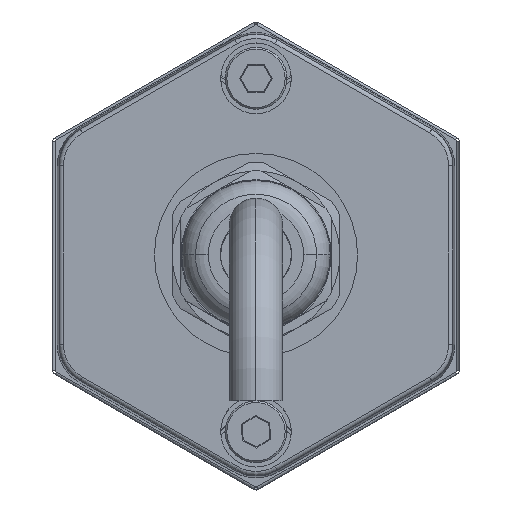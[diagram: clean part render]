
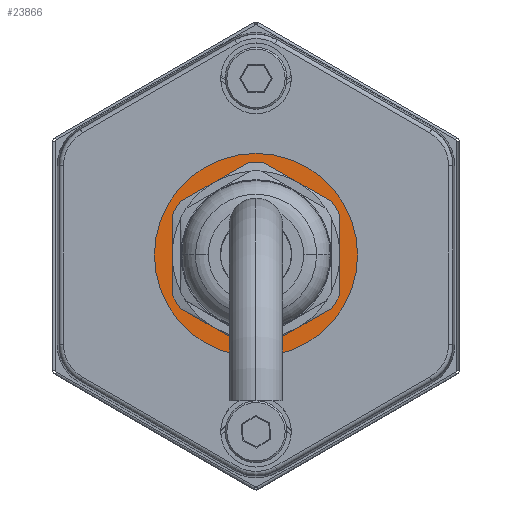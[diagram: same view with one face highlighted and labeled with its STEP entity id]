
A CAD part, top view. The second image highlights one B-rep face of the part: STEP entity #23866.
In plain terms, the highlighted planar face has unit normal (0, 0, 1).
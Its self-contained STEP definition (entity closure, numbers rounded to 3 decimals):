
#192 = ORIENTED_EDGE ( 'NONE', *, *, #28265, .T. ) ;
#318 = CIRCLE ( 'NONE', #5387, 7.85 ) ;
#374 = DIRECTION ( 'NONE',  ( 1., 0., 0. ) ) ;
#406 = ORIENTED_EDGE ( 'NONE', *, *, #29524, .T. ) ;
#1018 = CARTESIAN_POINT ( 'NONE',  ( -7.85, 0., 59.3 ) ) ;
#1499 = CARTESIAN_POINT ( 'NONE',  ( 7.85, 0., 59.3 ) ) ;
#2848 = VERTEX_POINT ( 'NONE', #1018 ) ;
#4518 = CARTESIAN_POINT ( 'NONE',  ( -11.5, 0., 59.3 ) ) ;
#5387 = AXIS2_PLACEMENT_3D ( 'NONE', #17180, #38438, #20250 ) ;
#5725 = AXIS2_PLACEMENT_3D ( 'NONE', #11851, #33176, #14947 ) ;
#7445 = EDGE_CURVE ( 'NONE', #21703, #2848, #8099, .T. ) ;
#8099 = CIRCLE ( 'NONE', #20933, 7.85 ) ;
#9506 = EDGE_LOOP ( 'NONE', ( #27607, #192 ) ) ;
#11851 = CARTESIAN_POINT ( 'NONE',  ( 0., 0., 59.3 ) ) ;
#12297 = CARTESIAN_POINT ( 'NONE',  ( 0., 0., 59.3 ) ) ;
#13394 = CIRCLE ( 'NONE', #14661, 11.5 ) ;
#14661 = AXIS2_PLACEMENT_3D ( 'NONE', #12297, #33603, #15385 ) ;
#14947 = DIRECTION ( 'NONE',  ( 1., 0., 0. ) ) ;
#15291 = CIRCLE ( 'NONE', #16055, 11.5 ) ;
#15297 = CARTESIAN_POINT ( 'NONE',  ( 0., 0., 59.3 ) ) ;
#15385 = DIRECTION ( 'NONE',  ( 1., 0., 0. ) ) ;
#16055 = AXIS2_PLACEMENT_3D ( 'NONE', #15297, #36564, #18401 ) ;
#17180 = CARTESIAN_POINT ( 'NONE',  ( 0., 0., 59.3 ) ) ;
#18401 = DIRECTION ( 'NONE',  ( 1., 0., 0. ) ) ;
#18406 = EDGE_CURVE ( 'NONE', #22115, #23619, #13394, .T. ) ;
#18661 = DIRECTION ( 'NONE',  ( 0., 0., -1. ) ) ;
#20250 = DIRECTION ( 'NONE',  ( 1., 0., 0. ) ) ;
#20933 = AXIS2_PLACEMENT_3D ( 'NONE', #36878, #18661, #374 ) ;
#21535 = ORIENTED_EDGE ( 'NONE', *, *, #7445, .T. ) ;
#21703 = VERTEX_POINT ( 'NONE', #1499 ) ;
#22115 = VERTEX_POINT ( 'NONE', #33567 ) ;
#23619 = VERTEX_POINT ( 'NONE', #4518 ) ;
#23854 = FACE_BOUND ( 'NONE', #38015, .T. ) ;
#23866 = ADVANCED_FACE ( 'NONE', ( #23854, #24835 ), #36077, .T. ) ;
#24835 = FACE_OUTER_BOUND ( 'NONE', #9506, .T. ) ;
#27607 = ORIENTED_EDGE ( 'NONE', *, *, #18406, .T. ) ;
#28265 = EDGE_CURVE ( 'NONE', #23619, #22115, #15291, .T. ) ;
#29524 = EDGE_CURVE ( 'NONE', #2848, #21703, #318, .T. ) ;
#33176 = DIRECTION ( 'NONE',  ( 0., 0., 1. ) ) ;
#33567 = CARTESIAN_POINT ( 'NONE',  ( 11.5, 0., 59.3 ) ) ;
#33603 = DIRECTION ( 'NONE',  ( 0., 0., 1. ) ) ;
#36077 = PLANE ( 'NONE',  #5725 ) ;
#36564 = DIRECTION ( 'NONE',  ( 0., 0., 1. ) ) ;
#36878 = CARTESIAN_POINT ( 'NONE',  ( 0., 0., 59.3 ) ) ;
#38015 = EDGE_LOOP ( 'NONE', ( #21535, #406 ) ) ;
#38438 = DIRECTION ( 'NONE',  ( 0., 0., -1. ) ) ;
